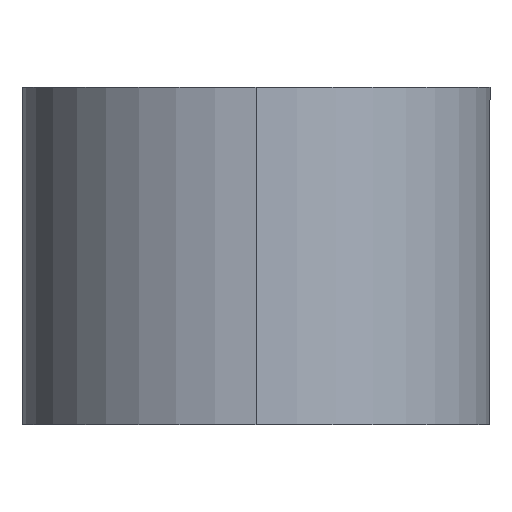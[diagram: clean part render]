
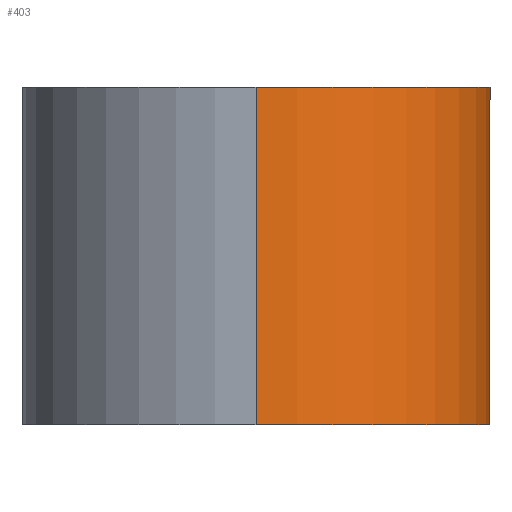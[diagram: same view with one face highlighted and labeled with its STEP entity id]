
A CAD part, left-side view. The second image highlights one B-rep face of the part: STEP entity #403.
In plain terms, the highlighted cylindrical face has radius 14.287 mm (diameter 28.575 mm), a partial arc.
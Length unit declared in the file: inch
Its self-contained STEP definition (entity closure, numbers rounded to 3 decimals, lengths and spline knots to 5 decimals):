
#1 = VERTEX_POINT ( 'NONE', #164 ) ;
#9 = CARTESIAN_POINT ( 'NONE',  ( 0., -0.5625, 0.187 ) ) ;
#47 = AXIS2_PLACEMENT_3D ( 'NONE', #633, #632, #631 ) ;
#52 = LINE ( 'NONE', #705, #448 ) ;
#99 = VERTEX_POINT ( 'NONE', #9 ) ;
#115 = DIRECTION ( 'NONE',  ( 1., 0., 0. ) ) ;
#123 = EDGE_LOOP ( 'NONE', ( #285, #363, #644, #255 ) ) ;
#124 = AXIS2_PLACEMENT_3D ( 'NONE', #311, #590, #115 ) ;
#136 = CIRCLE ( 'NONE', #47, 0.5625 ) ;
#157 = CARTESIAN_POINT ( 'NONE',  ( -0.5625, 0., -0.625 ) ) ;
#164 = CARTESIAN_POINT ( 'NONE',  ( -0.5625, 0., 0.187 ) ) ;
#216 = CIRCLE ( 'NONE', #124, 0.5625 ) ;
#224 = EDGE_CURVE ( 'NONE', #1, #99, #216, .T. ) ;
#236 = AXIS2_PLACEMENT_3D ( 'NONE', #638, #656, #640 ) ;
#255 = ORIENTED_EDGE ( 'NONE', *, *, #595, .F. ) ;
#281 = VERTEX_POINT ( 'NONE', #157 ) ;
#285 = ORIENTED_EDGE ( 'NONE', *, *, #224, .F. ) ;
#304 = VECTOR ( 'NONE', #527, 39.37008 ) ;
#311 = CARTESIAN_POINT ( 'NONE',  ( 0., 0., 0.187 ) ) ;
#328 = EDGE_CURVE ( 'NONE', #1, #281, #52, .T. ) ;
#363 = ORIENTED_EDGE ( 'NONE', *, *, #328, .T. ) ;
#374 = FACE_OUTER_BOUND ( 'NONE', #123, .T. ) ;
#388 = EDGE_CURVE ( 'NONE', #281, #472, #136, .T. ) ;
#403 = ADVANCED_FACE ( 'NONE', ( #374 ), #556, .T. ) ;
#448 = VECTOR ( 'NONE', #704, 39.37008 ) ;
#472 = VERTEX_POINT ( 'NONE', #587 ) ;
#506 = CARTESIAN_POINT ( 'NONE',  ( 0., -0.5625, 0.187 ) ) ;
#527 = DIRECTION ( 'NONE',  ( 0., 0., -1. ) ) ;
#556 = CYLINDRICAL_SURFACE ( 'NONE', #236, 0.5625 ) ;
#587 = CARTESIAN_POINT ( 'NONE',  ( 0., -0.5625, -0.625 ) ) ;
#590 = DIRECTION ( 'NONE',  ( 0., 0., 1. ) ) ;
#595 = EDGE_CURVE ( 'NONE', #99, #472, #662, .T. ) ;
#631 = DIRECTION ( 'NONE',  ( 1., 0., 0. ) ) ;
#632 = DIRECTION ( 'NONE',  ( 0., 0., 1. ) ) ;
#633 = CARTESIAN_POINT ( 'NONE',  ( 0., 0., -0.625 ) ) ;
#638 = CARTESIAN_POINT ( 'NONE',  ( 0., 0., 0.187 ) ) ;
#640 = DIRECTION ( 'NONE',  ( -1., 0., 0. ) ) ;
#644 = ORIENTED_EDGE ( 'NONE', *, *, #388, .T. ) ;
#656 = DIRECTION ( 'NONE',  ( 0., 0., -1. ) ) ;
#662 = LINE ( 'NONE', #506, #304 ) ;
#704 = DIRECTION ( 'NONE',  ( 0., 0., -1. ) ) ;
#705 = CARTESIAN_POINT ( 'NONE',  ( -0.5625, 0., 0.187 ) ) ;
